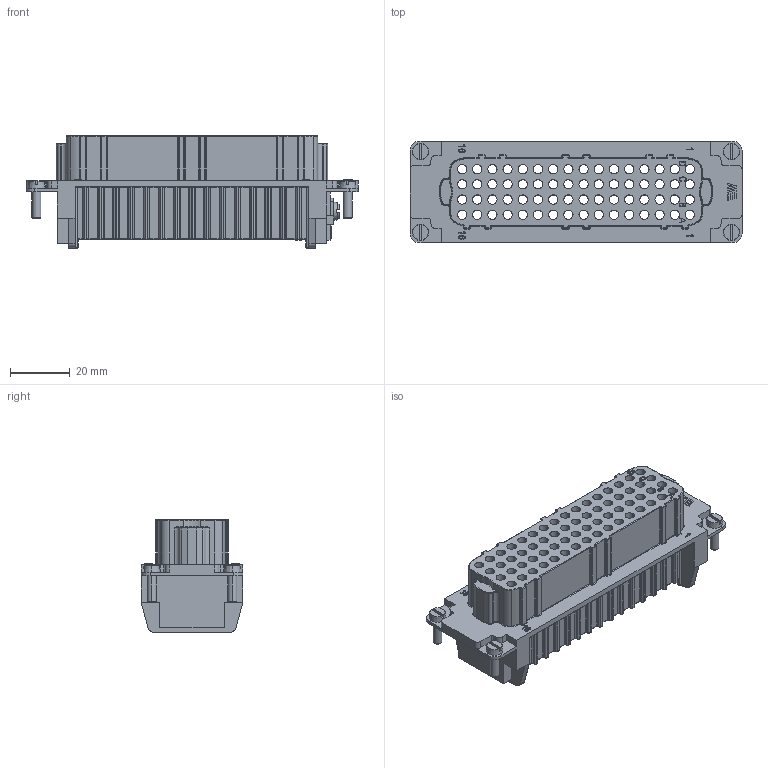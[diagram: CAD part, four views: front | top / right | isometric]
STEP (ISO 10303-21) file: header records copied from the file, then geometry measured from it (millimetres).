
FILE_DESCRIPTION (( 'STEP AP203' ), '1' );
FILE_NAME ('290243064.step', '2025-02-12T17:46:08', ( '' ), ( '' ), 'SwSTEP 2.0', 'SolidWorks 2024', '' );
FILE_SCHEMA (( 'CONFIG_CONTROL_DESIGN' ));
Length unit declared in the file: inch
Products named in the file (1): 290243064
Bounding box: 111 x 34 x 38.1 mm (x, y, z)
Volume: 58613.9 mm3; surface area: 38924.4 mm2
Topology: 1 solids, 1 shells, 1812 faces, 4466 edges, 2652 vertices
Faces by surface type: cylinder 803, plane 470, bspline 458, torus 60, cone 21
Entity records: 60683 total; most frequent: CARTESIAN_POINT 19975, ORIENTED_EDGE 8820, DIRECTION 8112, EDGE_CURVE 4410, AXIS2_PLACEMENT_3D 2993, VERTEX_POINT 2652, VECTOR 2126, LINE 2126
